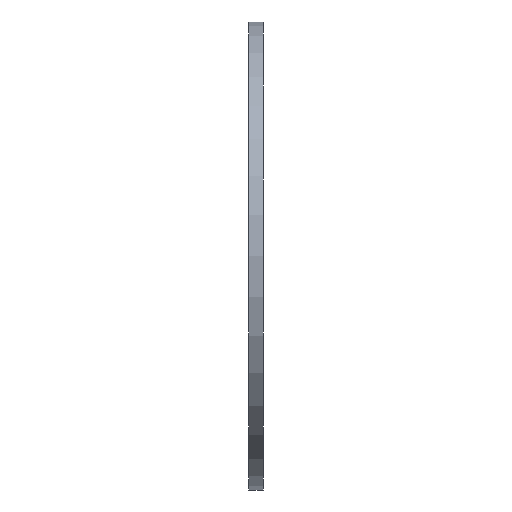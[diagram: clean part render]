
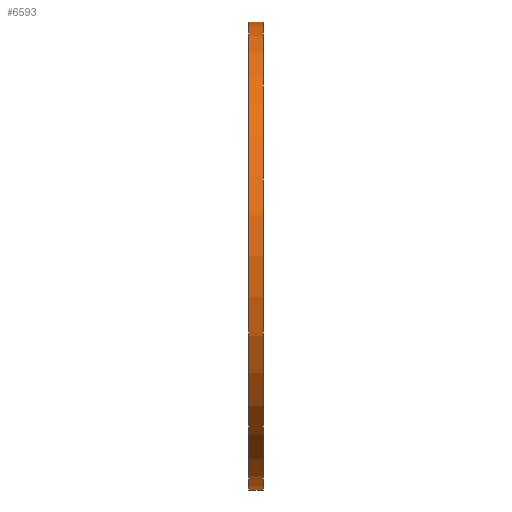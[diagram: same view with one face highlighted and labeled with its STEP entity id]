
A CAD part, left-side view. The second image highlights one B-rep face of the part: STEP entity #6593.
In plain terms, the highlighted cylindrical face has radius 100 mm (diameter 200 mm), a partial arc.
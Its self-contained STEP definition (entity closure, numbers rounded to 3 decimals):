
#95 = ORIENTED_EDGE ( 'NONE', *, *, #8047, .T. ) ;
#362 = AXIS2_PLACEMENT_3D ( 'NONE', #6204, #677, #6336 ) ;
#677 = DIRECTION ( 'NONE',  ( 0., -1., 0. ) ) ;
#1443 = CARTESIAN_POINT ( 'NONE',  ( 0., -3., 0. ) ) ;
#1587 = DIRECTION ( 'NONE',  ( 0., 1., 0. ) ) ;
#2669 = ORIENTED_EDGE ( 'NONE', *, *, #13701, .F. ) ;
#3605 = ORIENTED_EDGE ( 'NONE', *, *, #3760, .T. ) ;
#3760 = EDGE_CURVE ( 'NONE', #9178, #11843, #11050, .T. ) ;
#4359 = CARTESIAN_POINT ( 'NONE',  ( 0., 3., 100. ) ) ;
#5217 = DIRECTION ( 'NONE',  ( 0., -1., 0. ) ) ;
#5745 = DIRECTION ( 'NONE',  ( 0., 1., 0. ) ) ;
#5944 = DIRECTION ( 'NONE',  ( 0., 0., 1. ) ) ;
#6204 = CARTESIAN_POINT ( 'NONE',  ( 0., 3., 0. ) ) ;
#6336 = DIRECTION ( 'NONE',  ( 0., 0., -1. ) ) ;
#6593 = ADVANCED_FACE ( 'NONE', ( #9758 ), #6793, .T. ) ;
#6675 = VERTEX_POINT ( 'NONE', #9666 ) ;
#6793 = CYLINDRICAL_SURFACE ( 'NONE', #362, 100. ) ;
#6811 = CARTESIAN_POINT ( 'NONE',  ( 0., 3., 0. ) ) ;
#6982 = VECTOR ( 'NONE', #5217, 1000. ) ;
#7957 = EDGE_CURVE ( 'NONE', #9178, #10197, #8859, .T. ) ;
#8047 = EDGE_CURVE ( 'NONE', #11843, #6675, #12938, .T. ) ;
#8530 = CARTESIAN_POINT ( 'NONE',  ( 0., -3., -100. ) ) ;
#8660 = CARTESIAN_POINT ( 'NONE',  ( 0., 3., 100. ) ) ;
#8719 = DIRECTION ( 'NONE',  ( 0., -1., 0. ) ) ;
#8859 = CIRCLE ( 'NONE', #12456, 100. ) ;
#9178 = VERTEX_POINT ( 'NONE', #13195 ) ;
#9278 = VECTOR ( 'NONE', #8719, 1000. ) ;
#9666 = CARTESIAN_POINT ( 'NONE',  ( 0., -3., 100. ) ) ;
#9758 = FACE_OUTER_BOUND ( 'NONE', #13076, .T. ) ;
#10186 = DIRECTION ( 'NONE',  ( 0., 0., 1. ) ) ;
#10197 = VERTEX_POINT ( 'NONE', #4359 ) ;
#11011 = CARTESIAN_POINT ( 'NONE',  ( 0., 3., -100. ) ) ;
#11050 = LINE ( 'NONE', #11011, #9278 ) ;
#11286 = ORIENTED_EDGE ( 'NONE', *, *, #7957, .F. ) ;
#11843 = VERTEX_POINT ( 'NONE', #8530 ) ;
#12258 = LINE ( 'NONE', #8660, #6982 ) ;
#12456 = AXIS2_PLACEMENT_3D ( 'NONE', #6811, #5745, #10186 ) ;
#12938 = CIRCLE ( 'NONE', #13650, 100. ) ;
#13076 = EDGE_LOOP ( 'NONE', ( #2669, #11286, #3605, #95 ) ) ;
#13195 = CARTESIAN_POINT ( 'NONE',  ( 0., 3., -100. ) ) ;
#13650 = AXIS2_PLACEMENT_3D ( 'NONE', #1443, #1587, #5944 ) ;
#13701 = EDGE_CURVE ( 'NONE', #10197, #6675, #12258, .T. ) ;
